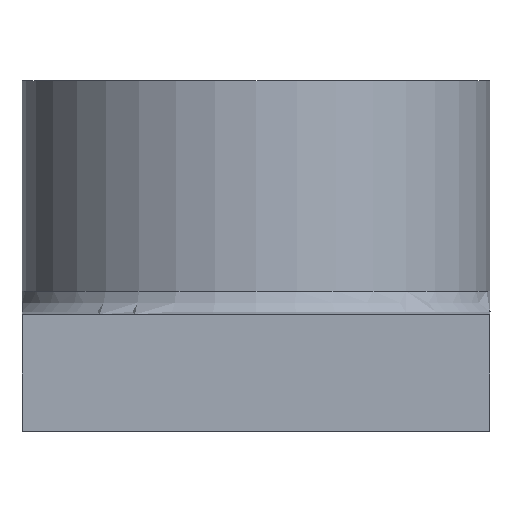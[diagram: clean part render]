
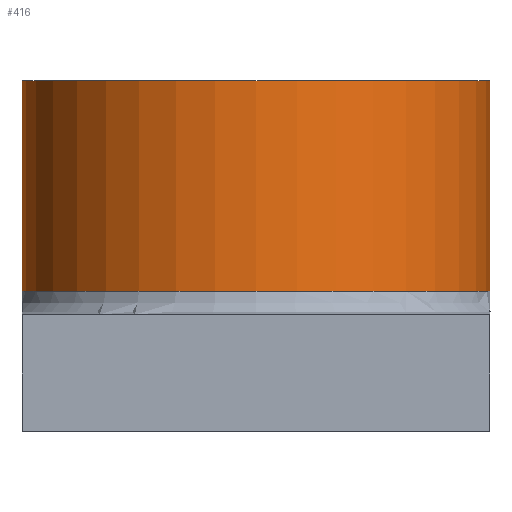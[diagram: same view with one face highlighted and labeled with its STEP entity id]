
A CAD part, front view. The second image highlights one B-rep face of the part: STEP entity #416.
In plain terms, the highlighted cylindrical face has radius 20 mm (diameter 40 mm), a partial arc.
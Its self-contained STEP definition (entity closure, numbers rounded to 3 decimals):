
#61=CARTESIAN_POINT('Vertex',(20.,0.,30.)) ;
#63=CARTESIAN_POINT('Vertex',(-20.,0.,30.)) ;
#66=CARTESIAN_POINT('Axis2P3D Location',(0.,0.,30.)) ;
#287=CARTESIAN_POINT('Vertex',(-20.,0.,12.)) ;
#294=CARTESIAN_POINT('Vertex',(20.,0.,12.)) ;
#390=CARTESIAN_POINT('Axis2P3D Location',(0.,0.,20.)) ;
#395=CARTESIAN_POINT('Line Origine',(20.,0.,20.)) ;
#400=CARTESIAN_POINT('Line Origine',(-20.,0.,20.)) ;
#405=CARTESIAN_POINT('Axis2P3D Location',(0.,0.,12.)) ;
#67=DIRECTION('Axis2P3D Direction',(0.,0.,1.)) ;
#391=DIRECTION('Axis2P3D Direction',(0.,0.,1.)) ;
#392=DIRECTION('Axis2P3D XDirection',(1.,0.,0.)) ;
#396=DIRECTION('Vector Direction',(0.,0.,1.)) ;
#401=DIRECTION('Vector Direction',(0.,0.,1.)) ;
#406=DIRECTION('Axis2P3D Direction',(0.,0.,1.)) ;
#68=AXIS2_PLACEMENT_3D('Circle Axis2P3D',#66,#67,$) ;
#393=AXIS2_PLACEMENT_3D('Cylinder Axis2P3D',#390,#391,#392) ;
#407=AXIS2_PLACEMENT_3D('Circle Axis2P3D',#405,#406,$) ;
#411=ORIENTED_EDGE('',*,*,#399,.T.) ;
#412=ORIENTED_EDGE('',*,*,#70,.F.) ;
#413=ORIENTED_EDGE('',*,*,#404,.F.) ;
#414=ORIENTED_EDGE('',*,*,#409,.F.) ;
#397=VECTOR('Line Direction',#396,1.) ;
#402=VECTOR('Line Direction',#401,1.) ;
#416=ADVANCED_FACE('PartBody',(#415),#394,.T.) ;
#69=CIRCLE('generated circle',#68,20.) ;
#408=CIRCLE('generated circle',#407,20.) ;
#394=CYLINDRICAL_SURFACE('generated cylinder',#393,20.) ;
#70=EDGE_CURVE('',#64,#62,#69,.T.) ;
#399=EDGE_CURVE('',#295,#62,#398,.T.) ;
#404=EDGE_CURVE('',#288,#64,#403,.T.) ;
#409=EDGE_CURVE('',#295,#288,#408,.F.) ;
#410=EDGE_LOOP('',(#411,#412,#413,#414)) ;
#415=FACE_OUTER_BOUND('',#410,.T.) ;
#398=LINE('Line',#395,#397) ;
#403=LINE('Line',#400,#402) ;
#62=VERTEX_POINT('',#61) ;
#64=VERTEX_POINT('',#63) ;
#288=VERTEX_POINT('',#287) ;
#295=VERTEX_POINT('',#294) ;
